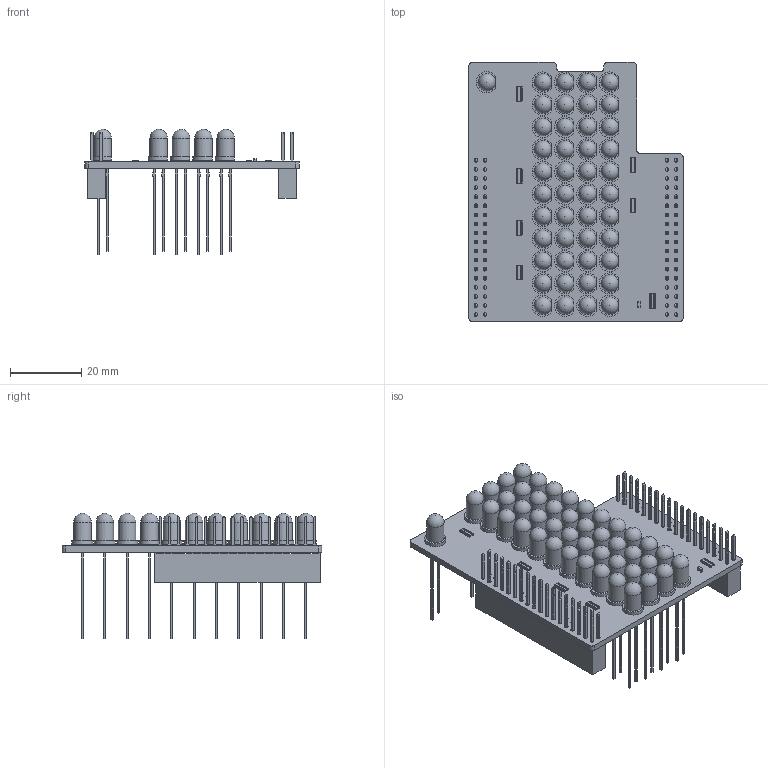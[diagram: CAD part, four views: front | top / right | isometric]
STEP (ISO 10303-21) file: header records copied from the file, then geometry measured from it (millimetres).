
FILE_DESCRIPTION(('Open CASCADE Model'),'2;1');
FILE_NAME('Open CASCADE Shape Model','2021-04-10T19:52:47',('Author'),( 'Open CASCADE'),'Open CASCADE STEP processor 6.8','Open CASCADE 6.8' ,'Unknown');
FILE_SCHEMA(('AUTOMOTIVE_DESIGN { 1 0 10303 214 1 1 1 1 }'));
Length unit declared in the file: millimetre
Products named in the file (62): PCB; Board; C1; ceramic_cap_0603; H1; SSQ-118-03-T-D; _T1SSQ-118-03-T-D; _P2SSQ-118-03-T-D; RA7; YC248; RA6; RA5; RA4; RA3; RA2; RA1; LED45; Wurth_-_151051BS04000_-_TH_LED; LED44; LED43; LED42; LED41; LED40; LED39; LED38; LED37; LED36; LED35; LED34; LED33; LED32; LED31; LED30; LED29; LED28; LED27; LED26; LED25; LED24; LED23 ...
Assembly tree (112 placements, depth 4):
  PCB
    Board
    C1
      ceramic_cap_0603
    H1
      SSQ-118-03-T-D  x2
        _T1SSQ-118-03-T-D
        _P2SSQ-118-03-T-D
    RA7
      YC248
    RA6
      YC248
    RA5
      YC248
    RA4
      YC248
    RA3
      YC248
    RA2
      YC248
    RA1
      YC248
    LED45
      Wurth_-_151051BS04000_-_TH_LED
    LED44
      Wurth_-_151051BS04000_-_TH_LED
    LED43
      Wurth_-_151051BS04000_-_TH_LED
    LED42
      Wurth_-_151051BS04000_-_TH_LED
    LED41
      Wurth_-_151051BS04000_-_TH_LED
    LED40
      Wurth_-_151051BS04000_-_TH_LED
    LED39
      Wurth_-_151051BS04000_-_TH_LED
    LED38
      Wurth_-_151051BS04000_-_TH_LED
    LED37
      Wurth_-_151051BS04000_-_TH_LED
    LED36
      Wurth_-_151051BS04000_-_TH_LED
    LED35
      Wurth_-_151051BS04000_-_TH_LED
    LED34
      Wurth_-_151051BS04000_-_TH_LED
    LED33
      Wurth_-_151051BS04000_-_TH_LED
    LED32
      Wurth_-_151051BS04000_-_TH_LED
    LED31
      Wurth_-_151051BS04000_-_TH_LED
    LED30
      Wurth_-_151051BS04000_-_TH_LED
    LED29
      Wurth_-_151051BS04000_-_TH_LED
    LED28
      Wurth_-_151051BS04000_-_TH_LED
    LED27
      Wurth_-_151051BS04000_-_TH_LED
Bounding box: 60 x 72.6 x 35.1 mm (x, y, z)
Volume: 17966.1 mm3; surface area: 28842.4 mm2
Topology: 177 solids, 177 shells, 4338 faces, 11433 edges, 7532 vertices
Faces by surface type: plane 3605, cylinder 562, sphere 171
Full cylindrical faces by diameter (mm): 1 x162, 4.9 x45
Entity records: 38847 total; most frequent: CARTESIAN_POINT 5639, ORIENTED_EDGE 5424, DIRECTION 5419, EDGE_CURVE 2712, LINE 2227, VECTOR 2227, VERTEX_POINT 1796, AXIS2_PLACEMENT_3D 1596
